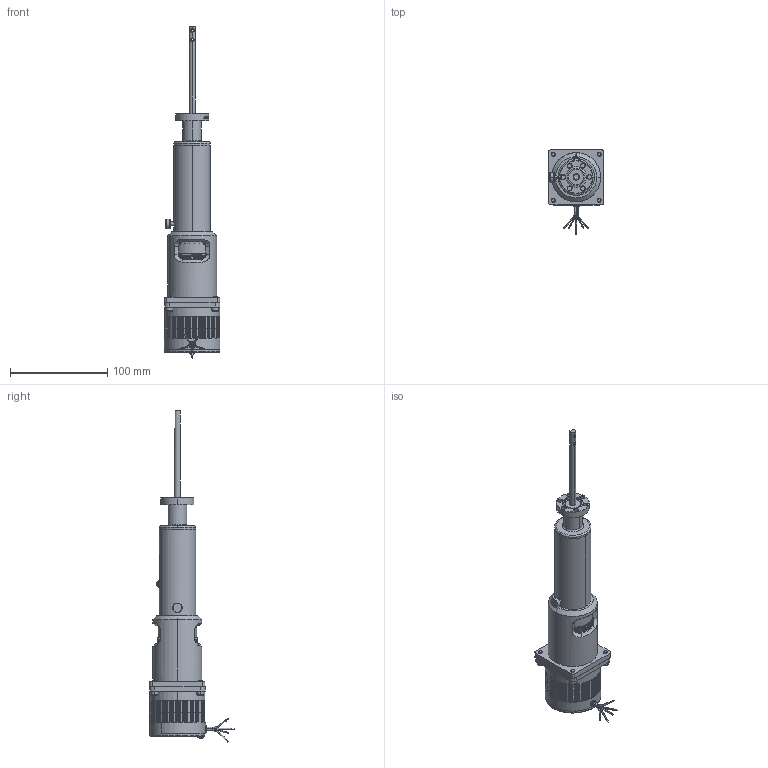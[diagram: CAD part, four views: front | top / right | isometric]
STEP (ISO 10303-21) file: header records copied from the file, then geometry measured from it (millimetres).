
FILE_DESCRIPTION (( 'STEP AP203' ), '1' );
FILE_NAME ('102200.11.stp', '2019-03-21T19:40:11', ( '' ), ( '' ), 'SwSTEP 2.0', 'SolidWorks 2012', '' );
FILE_SCHEMA (( 'CONFIG_CONTROL_DESIGN' ));
Length unit declared in the file: centimetre
Products named in the file (1): 102200.11
Bounding box: 57.4 x 86.93 x 341.32 mm (x, y, z)
Volume: 393031.6 mm3; surface area: 49973.2 mm2
Topology: 1 solids, 9 shells, 1496 faces, 4024 edges, 2595 vertices
Faces by surface type: plane 608, cylinder 466, cone 236, bspline 186
Entity records: 78310 total; most frequent: CARTESIAN_POINT 42266, ORIENTED_EDGE 8008, DIRECTION 6913, EDGE_CURVE 4004, VERTEX_POINT 2589, AXIS2_PLACEMENT_3D 2573, LINE 1767, VECTOR 1767
